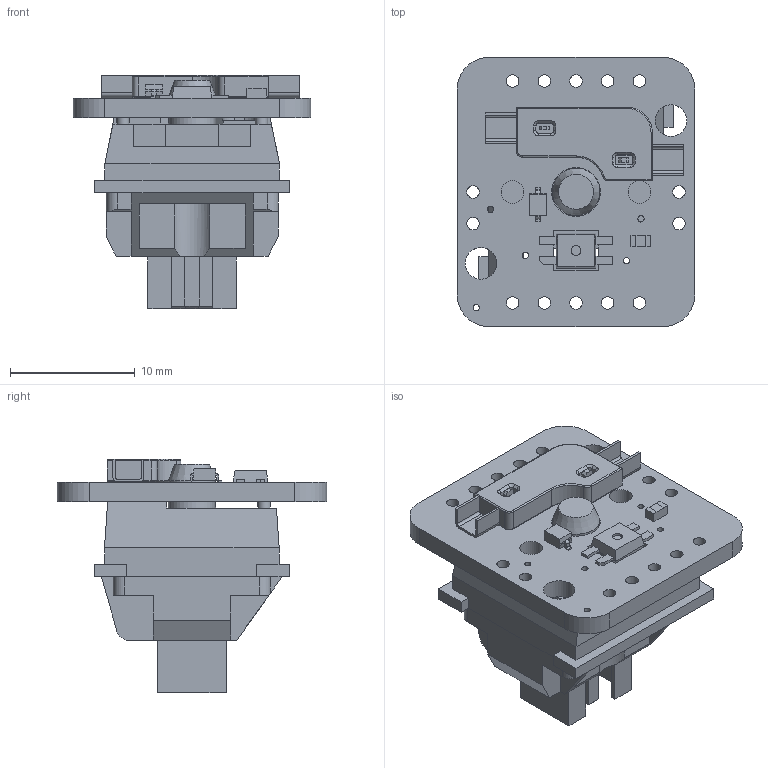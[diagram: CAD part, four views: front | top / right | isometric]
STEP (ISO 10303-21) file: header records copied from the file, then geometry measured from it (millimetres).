
FILE_DESCRIPTION(/* description */ ('','CAx-IF Rec.Pracs.---Representation and Presentation of Product Manufacturing Information (PMI)---4.0---2014-10-13'),/* implementation_level */ '2;1');
FILE_NAME(/* name */ 'Adafruit NeoKey Breakout v3.step',/* time_stamp */ '2025-02-20T12:45:29-05:00',/* author */ (''),/* organization */ (''),/* preprocessor_version */ 'ST-DEVELOPER v20',/* originating_system */ 'Autodesk Translation Framework v13.20.0.188',/* authorisation */ '');
FILE_SCHEMA (('AP242_MANAGED_MODEL_BASED_3D_ENGINEERING_MIM_LF { 1 0 10303 442 1 1 4 }'));
Length unit declared in the file: millimetre
Products named in the file (11): Adafruit NeoKey Breakout; PCB Component; Board; KAILH_SOCKET; WS2812B_SK6812E; 1N4148; 1uF; Kailh-MX-Switch; Body; Button; Pins
Assembly tree (10 placements, depth 3):
  Adafruit NeoKey Breakout
    PCB Component
      Board
      KAILH_SOCKET
      WS2812B_SK6812E
      1N4148
      1uF
    Kailh-MX-Switch
      Body
      Button
      Pins
Bounding box: 19.05 x 21.59 x 18.7 mm (x, y, z)
Volume: 2401.6 mm3; surface area: 2842 mm2
Topology: 15 solids, 15 shells, 416 faces, 1043 edges, 668 vertices
Faces by surface type: plane 304, cylinder 85, cone 19, torus 8
Full cylindrical faces by diameter (mm): 0.5 x7, 0.8 x1, 1 x16, 1.814 x2, 2.4 x1, 2.54 x2, 2.9 x1, 3 x1, 3.064 x2, 3.8 x1, 3.9 x1
Entity records: 13055 total; most frequent: CARTESIAN_POINT 2148, DIRECTION 2116, ORIENTED_EDGE 2086, EDGE_CURVE 1043, LINE 844, VECTOR 844, VERTEX_POINT 668, AXIS2_PLACEMENT_3D 636
